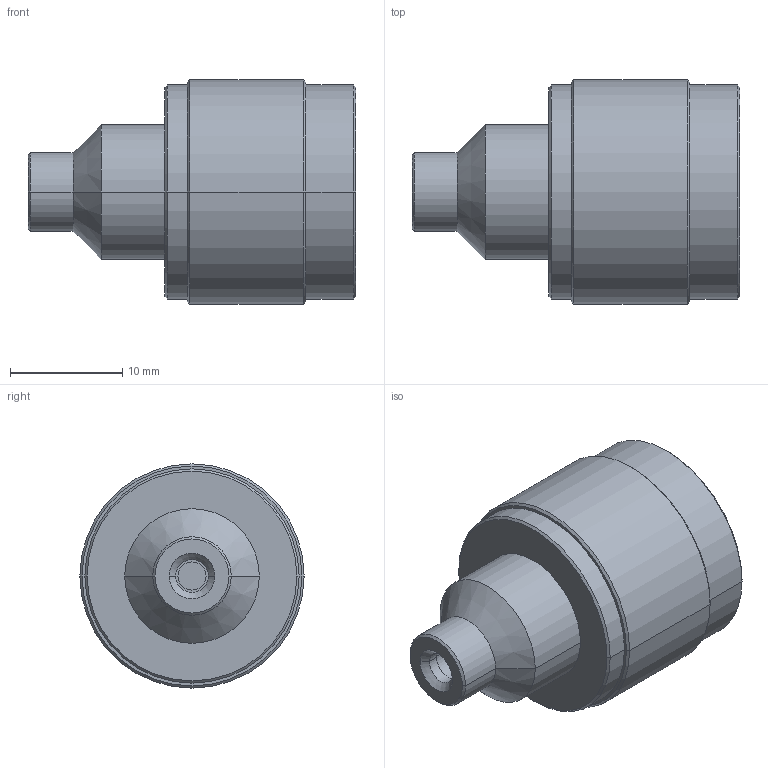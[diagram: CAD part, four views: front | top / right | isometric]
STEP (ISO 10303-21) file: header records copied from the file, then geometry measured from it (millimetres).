
FILE_DESCRIPTION (( 'STEP AP214' ), '1' );
FILE_NAME ('ANM-TERM1_3D.step', '2025-12-23T17:41:46', ( '' ), ( '' ), 'SwSTEP 2.0', 'SolidWorks 2025', '' );
FILE_SCHEMA (( 'AUTOMOTIVE_DESIGN' ));
Length unit declared in the file: millimetre
Products named in the file (1): ANM-TERM1_3D
Bounding box: 29.22 x 20 x 20 mm (x, y, z)
Volume: 4137.8 mm3; surface area: 3854.7 mm2
Topology: 1 solids, 1 shells, 134 faces, 293 edges, 173 vertices
Faces by surface type: cone 68, plane 34, cylinder 32
Entity records: 3688 total; most frequent: DIRECTION 701, CARTESIAN_POINT 637, ORIENTED_EDGE 586, EDGE_CURVE 293, AXIS2_PLACEMENT_3D 283, VERTEX_POINT 173, CIRCLE 148, EDGE_LOOP 146
